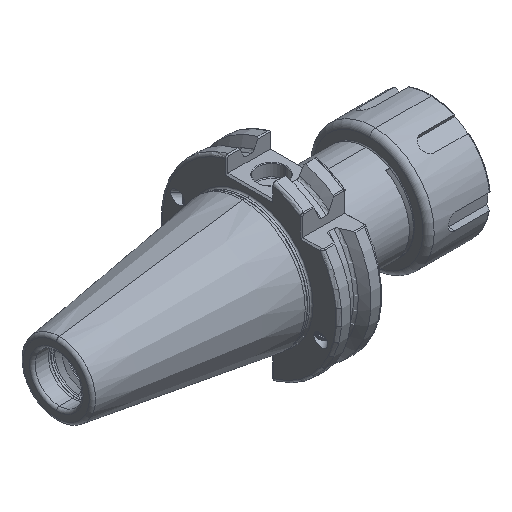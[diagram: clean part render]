
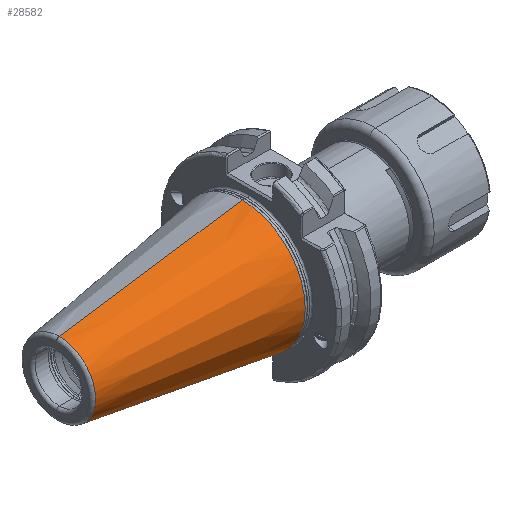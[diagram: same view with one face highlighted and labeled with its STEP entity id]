
A CAD part, isometric view. The second image highlights one B-rep face of the part: STEP entity #28582.
In plain terms, the highlighted conical face has half-angle 8.297 degrees and reference radius 22.692 mm.
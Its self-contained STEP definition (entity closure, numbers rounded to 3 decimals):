
#140 = CARTESIAN_POINT ( 'NONE',  ( -2.5, 0., 0. ) ) ;
#156 = DIRECTION ( 'NONE',  ( 0., 0., -1. ) ) ;
#167 = DIRECTION ( 'NONE',  ( 1., 0., 0. ) ) ;
#1198 = CARTESIAN_POINT ( 'NONE',  ( -67.373, 0., -12.866 ) ) ;
#1255 = CARTESIAN_POINT ( 'NONE',  ( -67.373, 0., 12.866 ) ) ;
#1272 = CARTESIAN_POINT ( 'NONE',  ( -2.5, 0., -22.327 ) ) ;
#1276 = CARTESIAN_POINT ( 'NONE',  ( -2.5, 0., 22.327 ) ) ;
#6872 = DIRECTION ( 'NONE',  ( 0.99, 0., -0.144 ) ) ;
#6893 = CARTESIAN_POINT ( 'NONE',  ( 0., 0., -22.692 ) ) ;
#7018 = CARTESIAN_POINT ( 'NONE',  ( 0., 0., 22.692 ) ) ;
#7019 = DIRECTION ( 'NONE',  ( 0.99, 0., 0.144 ) ) ;
#9514 = AXIS2_PLACEMENT_3D ( 'NONE', #21415, #21434, #21406 ) ;
#10323 = FACE_OUTER_BOUND ( 'NONE', #19124, .T. ) ;
#10344 = CONICAL_SURFACE ( 'NONE', #9514, 22.692, 0.145 ) ;
#10664 = VECTOR ( 'NONE', #7019, 1000. ) ;
#10678 = LINE ( 'NONE', #7018, #10664 ) ;
#10682 = VECTOR ( 'NONE', #6872, 1000. ) ;
#10683 = LINE ( 'NONE', #6893, #10682 ) ;
#10715 = EDGE_CURVE ( 'NONE', #25320, #25290, #30677, .T. ) ;
#19124 = EDGE_LOOP ( 'NONE', ( #30647, #31663, #30672, #31731 ) ) ;
#21406 = DIRECTION ( 'NONE',  ( 0., 0., -1. ) ) ;
#21415 = CARTESIAN_POINT ( 'NONE',  ( 0., 0., 0. ) ) ;
#21434 = DIRECTION ( 'NONE',  ( 1., 0., 0. ) ) ;
#24281 = EDGE_CURVE ( 'NONE', #25337, #25338, #31181, .T. ) ;
#25290 = VERTEX_POINT ( 'NONE', #1198 ) ;
#25320 = VERTEX_POINT ( 'NONE', #1255 ) ;
#25337 = VERTEX_POINT ( 'NONE', #1276 ) ;
#25338 = VERTEX_POINT ( 'NONE', #1272 ) ;
#28582 = ADVANCED_FACE ( 'NONE', ( #10323 ), #10344, .T. ) ;
#29345 = EDGE_CURVE ( 'NONE', #25290, #25338, #10683, .T. ) ;
#29364 = EDGE_CURVE ( 'NONE', #25320, #25337, #10678, .T. ) ;
#30344 = AXIS2_PLACEMENT_3D ( 'NONE', #140, #167, #156 ) ;
#30590 = AXIS2_PLACEMENT_3D ( 'NONE', #32207, #32193, #32172 ) ;
#30647 = ORIENTED_EDGE ( 'NONE', *, *, #29364, .F. ) ;
#30672 = ORIENTED_EDGE ( 'NONE', *, *, #29345, .T. ) ;
#30677 = CIRCLE ( 'NONE', #30590, 12.866 ) ;
#31181 = CIRCLE ( 'NONE', #30344, 22.327 ) ;
#31663 = ORIENTED_EDGE ( 'NONE', *, *, #10715, .T. ) ;
#31731 = ORIENTED_EDGE ( 'NONE', *, *, #24281, .F. ) ;
#32172 = DIRECTION ( 'NONE',  ( 0., 0., 1. ) ) ;
#32193 = DIRECTION ( 'NONE',  ( 1., 0., 0. ) ) ;
#32207 = CARTESIAN_POINT ( 'NONE',  ( -67.373, 0., 0. ) ) ;
